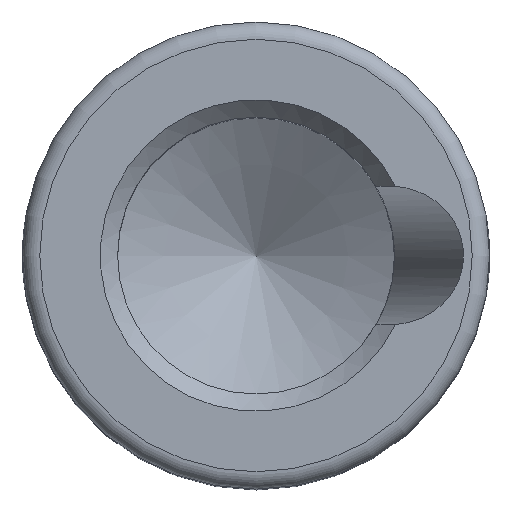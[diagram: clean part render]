
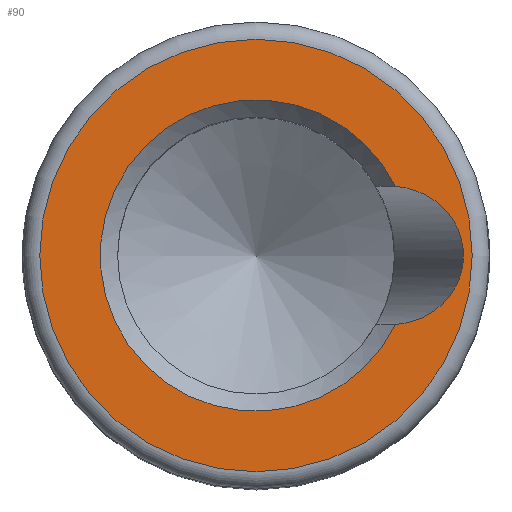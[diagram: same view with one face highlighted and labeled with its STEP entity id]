
A CAD part, top view. The second image highlights one B-rep face of the part: STEP entity #90.
In plain terms, the highlighted planar face has unit normal (0, 0, 1).
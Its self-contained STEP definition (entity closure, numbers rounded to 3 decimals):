
#90 = ADVANCED_FACE( '', ( #236, #237 ), #238, .T. );
#236 = FACE_OUTER_BOUND( '', #450, .T. );
#237 = FACE_BOUND( '', #451, .T. );
#238 = PLANE( '', #452 );
#450 = EDGE_LOOP( '', ( #1475 ) );
#451 = EDGE_LOOP( '', ( #1476, #1477 ) );
#452 = AXIS2_PLACEMENT_3D( '', #1478, #1479, #1480 );
#1475 = ORIENTED_EDGE( '', *, *, #2011, .T. );
#1476 = ORIENTED_EDGE( '', *, *, #2012, .T. );
#1477 = ORIENTED_EDGE( '', *, *, #2013, .T. );
#1478 = CARTESIAN_POINT( '', ( -9.8, 0., 49. ) );
#1479 = DIRECTION( '', ( 0., 0., 1. ) );
#1480 = DIRECTION( '', ( 1., 0., 0. ) );
#2011 = EDGE_CURVE( '', #2229, #2229, #2230, .T. );
#2012 = EDGE_CURVE( '', #2231, #2232, #2233, .F. );
#2013 = EDGE_CURVE( '', #2232, #2231, #2234, .F. );
#2229 = VERTEX_POINT( '', #2563 );
#2230 = CIRCLE( '', #2564, 12.5 );
#2231 = VERTEX_POINT( '', #2565 );
#2232 = VERTEX_POINT( '', #2566 );
#2233 = CIRCLE( '', #2567, 9. );
#2234 = ELLIPSE( '', #2568, 4.257, 4. );
#2563 = CARTESIAN_POINT( '', ( 16.2, 0., 49. ) );
#2564 = AXIS2_PLACEMENT_3D( '', #3833, #3834, #3835 );
#2565 = CARTESIAN_POINT( '', ( 11.768, -3.988, 49. ) );
#2566 = CARTESIAN_POINT( '', ( 11.768, 3.988, 49. ) );
#2567 = AXIS2_PLACEMENT_3D( '', #3836, #3837, #3838 );
#2568 = AXIS2_PLACEMENT_3D( '', #3839, #3840, #3841 );
#3833 = CARTESIAN_POINT( '', ( 3.7, 0., 49. ) );
#3834 = DIRECTION( '', ( 0., 0., 1. ) );
#3835 = DIRECTION( '', ( 1., 0., 0. ) );
#3836 = CARTESIAN_POINT( '', ( 3.7, 0., 49. ) );
#3837 = DIRECTION( '', ( 0., 0., 1. ) );
#3838 = DIRECTION( '', ( 1., 0., 0. ) );
#3839 = CARTESIAN_POINT( '', ( 11.44, 0., 49. ) );
#3840 = DIRECTION( '', ( 0., 0., 1. ) );
#3841 = DIRECTION( '', ( -1., 0., 0. ) );
